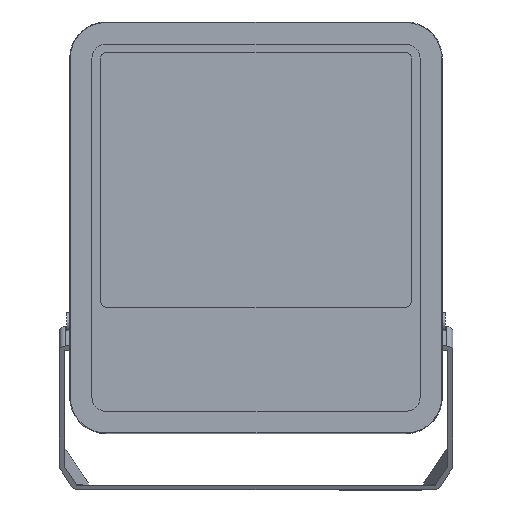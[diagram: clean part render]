
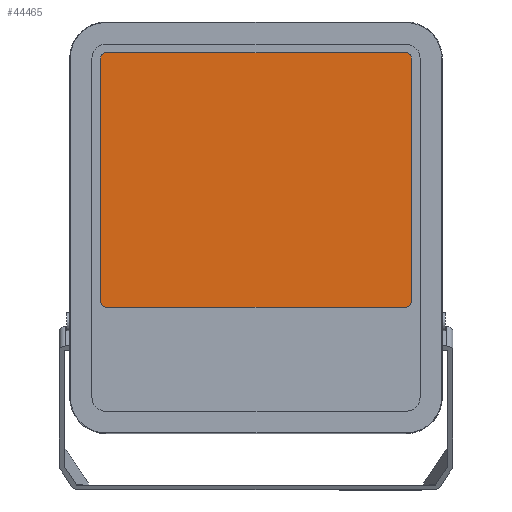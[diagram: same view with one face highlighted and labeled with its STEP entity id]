
A CAD part, top view. The second image highlights one B-rep face of the part: STEP entity #44465.
In plain terms, the highlighted face is planar.
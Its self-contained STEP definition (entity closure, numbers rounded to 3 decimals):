
#747 = CARTESIAN_POINT ( 'NONE',  ( 134., 125.948, 164.032 ) ) ;
#861 = CARTESIAN_POINT ( 'NONE',  ( -134., 125.948, 387.032 ) ) ;
#1581 = ORIENTED_EDGE ( 'NONE', *, *, #15276, .F. ) ;
#1956 = AXIS2_PLACEMENT_3D ( 'NONE', #24210, #55641, #66017 ) ;
#4122 = EDGE_CURVE ( 'NONE', #46999, #6980, #36985, .T. ) ;
#4564 = DIRECTION ( 'NONE',  ( -1., 0., 0. ) ) ;
#5819 = VECTOR ( 'NONE', #67763, 1000. ) ;
#6052 = DIRECTION ( 'NONE',  ( -1., 0., 0. ) ) ;
#6133 = VECTOR ( 'NONE', #25664, 1000. ) ;
#6219 = VECTOR ( 'NONE', #42159, 1000. ) ;
#6980 = VERTEX_POINT ( 'NONE', #26685 ) ;
#8277 = EDGE_CURVE ( 'NONE', #38668, #47221, #45108, .T. ) ;
#9380 = AXIS2_PLACEMENT_3D ( 'NONE', #31433, #21053, #31086 ) ;
#9727 = CARTESIAN_POINT ( 'NONE',  ( 134., 125.948, 387.032 ) ) ;
#10676 = CARTESIAN_POINT ( 'NONE',  ( 134., 125.948, 164.032 ) ) ;
#11923 = ORIENTED_EDGE ( 'NONE', *, *, #23590, .F. ) ;
#12244 = DIRECTION ( 'NONE',  ( 0., -1., 0. ) ) ;
#15276 = EDGE_CURVE ( 'NONE', #65213, #46999, #26210, .T. ) ;
#21053 = DIRECTION ( 'NONE',  ( 0., -1., 0. ) ) ;
#21227 = VERTEX_POINT ( 'NONE', #10676 ) ;
#22004 = CIRCLE ( 'NONE', #48511, 6. ) ;
#22373 = ORIENTED_EDGE ( 'NONE', *, *, #8277, .F. ) ;
#23590 = EDGE_CURVE ( 'NONE', #21227, #38015, #53508, .T. ) ;
#24210 = CARTESIAN_POINT ( 'NONE',  ( 134., 125.948, 387.032 ) ) ;
#25664 = DIRECTION ( 'NONE',  ( 1., 0., 0. ) ) ;
#26210 = CIRCLE ( 'NONE', #1956, 6. ) ;
#26685 = CARTESIAN_POINT ( 'NONE',  ( -134., 125.948, 393.032 ) ) ;
#28872 = DIRECTION ( 'NONE',  ( 0., 0., -1. ) ) ;
#30840 = DIRECTION ( 'NONE',  ( 0., 1., 0. ) ) ;
#31086 = DIRECTION ( 'NONE',  ( -1., 0., 0. ) ) ;
#31433 = CARTESIAN_POINT ( 'NONE',  ( 134., 125.948, 170.032 ) ) ;
#33570 = CARTESIAN_POINT ( 'NONE',  ( 140., 125.948, 170.032 ) ) ;
#34715 = CARTESIAN_POINT ( 'NONE',  ( -140., 125.948, 170.032 ) ) ;
#35170 = EDGE_CURVE ( 'NONE', #38015, #65213, #57725, .T. ) ;
#35485 = EDGE_LOOP ( 'NONE', ( #47822, #22373, #48810, #36960, #1581, #55934, #11923, #45193 ) ) ;
#36635 = CARTESIAN_POINT ( 'NONE',  ( 134., 125.948, 393.032 ) ) ;
#36960 = ORIENTED_EDGE ( 'NONE', *, *, #4122, .F. ) ;
#36985 = LINE ( 'NONE', #36635, #6219 ) ;
#38015 = VERTEX_POINT ( 'NONE', #33570 ) ;
#38668 = VERTEX_POINT ( 'NONE', #66807 ) ;
#39998 = CARTESIAN_POINT ( 'NONE',  ( 134., 125.948, 393.032 ) ) ;
#41239 = PLANE ( 'NONE',  #49255 ) ;
#42159 = DIRECTION ( 'NONE',  ( -1., 0., 0. ) ) ;
#42227 = CARTESIAN_POINT ( 'NONE',  ( 140., 125.948, 170.032 ) ) ;
#42613 = DIRECTION ( 'NONE',  ( -1., 0., 0. ) ) ;
#42702 = VERTEX_POINT ( 'NONE', #44908 ) ;
#44465 = ADVANCED_FACE ( 'NONE', ( #47406 ), #41239, .T. ) ;
#44908 = CARTESIAN_POINT ( 'NONE',  ( -134., 125.948, 164.032 ) ) ;
#45108 = LINE ( 'NONE', #34715, #59661 ) ;
#45193 = ORIENTED_EDGE ( 'NONE', *, *, #67079, .F. ) ;
#46128 = CARTESIAN_POINT ( 'NONE',  ( -140., 125.948, 170.032 ) ) ;
#46999 = VERTEX_POINT ( 'NONE', #39998 ) ;
#47128 = DIRECTION ( 'NONE',  ( 0., -1., 0. ) ) ;
#47177 = EDGE_CURVE ( 'NONE', #6980, #38668, #65031, .T. ) ;
#47221 = VERTEX_POINT ( 'NONE', #46128 ) ;
#47406 = FACE_OUTER_BOUND ( 'NONE', #35485, .T. ) ;
#47822 = ORIENTED_EDGE ( 'NONE', *, *, #50983, .F. ) ;
#48487 = AXIS2_PLACEMENT_3D ( 'NONE', #861, #12244, #6052 ) ;
#48511 = AXIS2_PLACEMENT_3D ( 'NONE', #57774, #47128, #42613 ) ;
#48810 = ORIENTED_EDGE ( 'NONE', *, *, #47177, .F. ) ;
#49255 = AXIS2_PLACEMENT_3D ( 'NONE', #9727, #30840, #4564 ) ;
#50983 = EDGE_CURVE ( 'NONE', #47221, #42702, #22004, .T. ) ;
#53508 = CIRCLE ( 'NONE', #9380, 6. ) ;
#53584 = CARTESIAN_POINT ( 'NONE',  ( 140., 125.948, 387.032 ) ) ;
#55641 = DIRECTION ( 'NONE',  ( 0., -1., 0. ) ) ;
#55934 = ORIENTED_EDGE ( 'NONE', *, *, #35170, .F. ) ;
#57725 = LINE ( 'NONE', #42227, #5819 ) ;
#57774 = CARTESIAN_POINT ( 'NONE',  ( -134., 125.948, 170.032 ) ) ;
#59661 = VECTOR ( 'NONE', #28872, 1000. ) ;
#63298 = LINE ( 'NONE', #747, #6133 ) ;
#65031 = CIRCLE ( 'NONE', #48487, 6. ) ;
#65213 = VERTEX_POINT ( 'NONE', #53584 ) ;
#66017 = DIRECTION ( 'NONE',  ( -1., 0., 0. ) ) ;
#66807 = CARTESIAN_POINT ( 'NONE',  ( -140., 125.948, 387.032 ) ) ;
#67079 = EDGE_CURVE ( 'NONE', #42702, #21227, #63298, .T. ) ;
#67763 = DIRECTION ( 'NONE',  ( 0., 0., 1. ) ) ;
